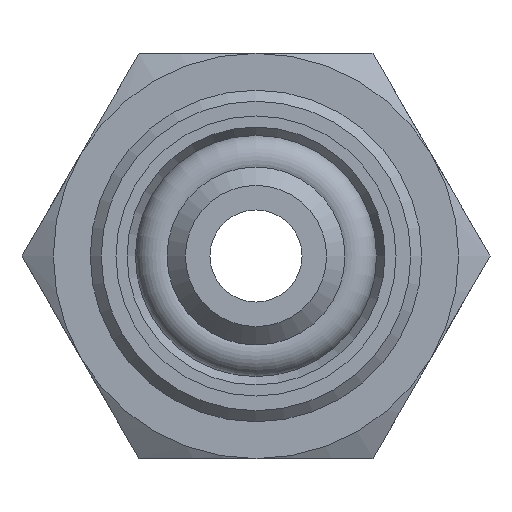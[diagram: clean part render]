
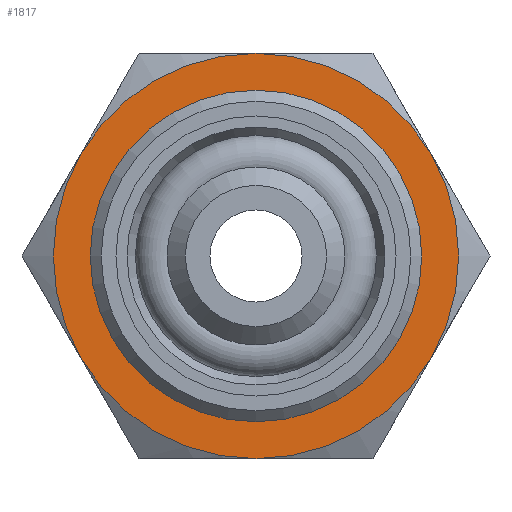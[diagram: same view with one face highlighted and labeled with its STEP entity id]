
A CAD part, front view. The second image highlights one B-rep face of the part: STEP entity #1817.
In plain terms, the highlighted planar face has unit normal (0, -1, 0).
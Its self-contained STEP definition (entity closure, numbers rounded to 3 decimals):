
#279=CARTESIAN_POINT('',(4.763,7.5,-2.75));
#280=VERTEX_POINT('',#279);
#406=CARTESIAN_POINT('',(0.,7.5,-5.5));
#407=VERTEX_POINT('',#406);
#548=CARTESIAN_POINT('',(-4.763,7.5,-2.75));
#549=VERTEX_POINT('',#548);
#723=CARTESIAN_POINT('',(0.,7.5,5.5));
#724=VERTEX_POINT('',#723);
#850=CARTESIAN_POINT('',(-4.763,7.5,2.75));
#851=VERTEX_POINT('',#850);
#987=CARTESIAN_POINT('',(4.763,7.5,2.75));
#988=VERTEX_POINT('',#987);
#1297=CARTESIAN_POINT('',(0.0,7.5,0.0));
#1298=DIRECTION('',(0.0,1.0,0.0));
#1299=DIRECTION('',(-1.0,0.0,0.0));
#1300=AXIS2_PLACEMENT_3D('',#1297,#1298,#1299);
#1301=CIRCLE('',#1300,5.5);
#1302=EDGE_CURVE('',#851,#724,#1301,.T.);
#1313=CARTESIAN_POINT('',(0.0,7.5,0.0));
#1314=DIRECTION('',(0.0,1.0,0.0));
#1315=DIRECTION('',(-1.0,0.0,0.0));
#1316=AXIS2_PLACEMENT_3D('',#1313,#1314,#1315);
#1317=CIRCLE('',#1316,5.5);
#1318=EDGE_CURVE('',#549,#851,#1317,.T.);
#1331=CARTESIAN_POINT('',(0.0,7.5,0.0));
#1332=DIRECTION('',(0.0,1.0,0.0));
#1333=DIRECTION('',(-1.0,0.0,0.0));
#1334=AXIS2_PLACEMENT_3D('',#1331,#1332,#1333);
#1335=CIRCLE('',#1334,5.5);
#1336=EDGE_CURVE('',#724,#988,#1335,.T.);
#1348=CARTESIAN_POINT('',(0.0,7.5,0.0));
#1349=DIRECTION('',(0.0,1.0,0.0));
#1350=DIRECTION('',(-1.0,0.0,0.0));
#1351=AXIS2_PLACEMENT_3D('',#1348,#1349,#1350);
#1352=CIRCLE('',#1351,5.5);
#1353=EDGE_CURVE('',#988,#280,#1352,.T.);
#1365=CARTESIAN_POINT('',(0.0,7.5,0.0));
#1366=DIRECTION('',(0.0,1.0,0.0));
#1367=DIRECTION('',(-1.0,0.0,0.0));
#1368=AXIS2_PLACEMENT_3D('',#1365,#1366,#1367);
#1369=CIRCLE('',#1368,5.5);
#1370=EDGE_CURVE('',#280,#407,#1369,.T.);
#1780=CARTESIAN_POINT('',(-4.5,7.5,0.0));
#1781=VERTEX_POINT('',#1780);
#1782=CARTESIAN_POINT('',(0.0,7.5,0.0));
#1783=DIRECTION('',(0.0,1.0,0.0));
#1784=DIRECTION('',(-1.0,0.0,0.0));
#1785=AXIS2_PLACEMENT_3D('',#1782,#1783,#1784);
#1786=CIRCLE('',#1785,4.5);
#1787=EDGE_CURVE('',#1781,#1781,#1786,.T.);
#1795=CARTESIAN_POINT('',(-5.,7.5,0.0));
#1796=DIRECTION('',(0.0,-1.0,0.0));
#1797=DIRECTION('',(0.0,0.0,-1.0));
#1798=AXIS2_PLACEMENT_3D('',#1795,#1796,#1797);
#1799=PLANE('',#1798);
#1800=ORIENTED_EDGE('',*,*,#1318,.F.);
#1801=CARTESIAN_POINT('',(0.0,7.5,0.0));
#1802=DIRECTION('',(0.0,1.0,0.0));
#1803=DIRECTION('',(-1.0,0.0,0.0));
#1804=AXIS2_PLACEMENT_3D('',#1801,#1802,#1803);
#1805=CIRCLE('',#1804,5.5);
#1806=EDGE_CURVE('',#407,#549,#1805,.T.);
#1807=ORIENTED_EDGE('',*,*,#1806,.F.);
#1808=ORIENTED_EDGE('',*,*,#1370,.F.);
#1809=ORIENTED_EDGE('',*,*,#1353,.F.);
#1810=ORIENTED_EDGE('',*,*,#1336,.F.);
#1811=ORIENTED_EDGE('',*,*,#1302,.F.);
#1812=EDGE_LOOP('',(#1800,#1807,#1808,#1809,#1810,#1811));
#1813=FACE_OUTER_BOUND('',#1812,.T.);
#1814=ORIENTED_EDGE('',*,*,#1787,.T.);
#1815=EDGE_LOOP('',(#1814));
#1816=FACE_BOUND('',#1815,.T.);
#1817=ADVANCED_FACE('',(#1813,#1816),#1799,.T.);
